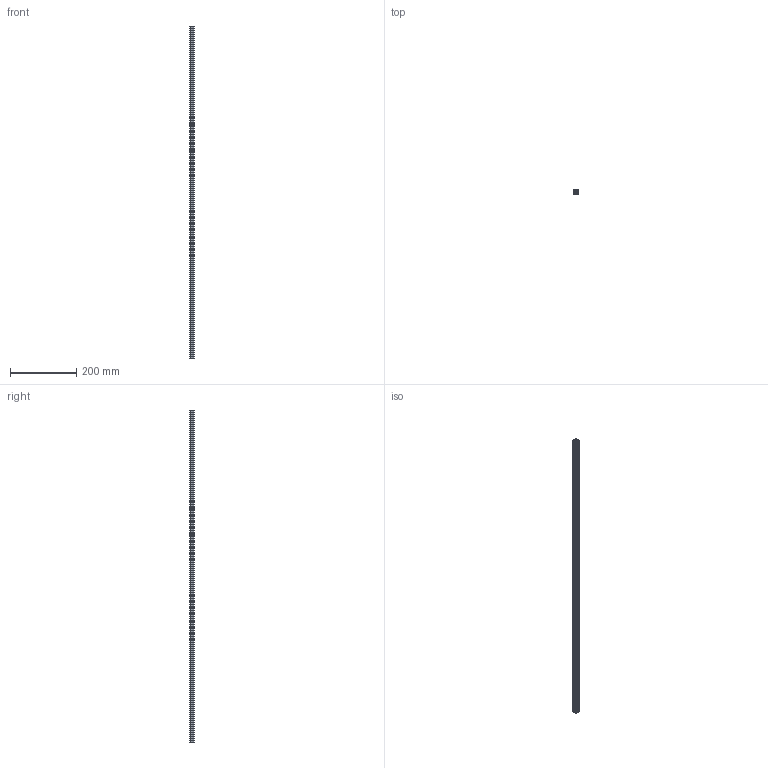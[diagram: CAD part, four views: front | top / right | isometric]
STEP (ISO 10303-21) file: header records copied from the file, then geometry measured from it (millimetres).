
FILE_DESCRIPTION (( 'STEP AP203' ), '1' );
FILE_NAME ('TL-400-0101-002.STEP', '2013-06-09T08:23:17', ( '' ), ( '' ), 'SwSTEP 2.0', 'SolidWorks 2013', '' );
FILE_SCHEMA (( 'CONFIG_CONTROL_DESIGN' ));
Length unit declared in the file: millimetre
Products named in the file (1): TL-400-0101-002
Bounding box: 15 x 15 x 1000 mm (x, y, z)
Volume: 113519.9 mm3; surface area: 131449 mm2
Topology: 1 solids, 1 shells, 158 faces, 468 edges, 312 vertices
Faces by surface type: cylinder 80, plane 78
Entity records: 5413 total; most frequent: DIRECTION 946, CARTESIAN_POINT 939, ORIENTED_EDGE 936, EDGE_CURVE 468, AXIS2_PLACEMENT_3D 319, VERTEX_POINT 312, LINE 308, VECTOR 308
